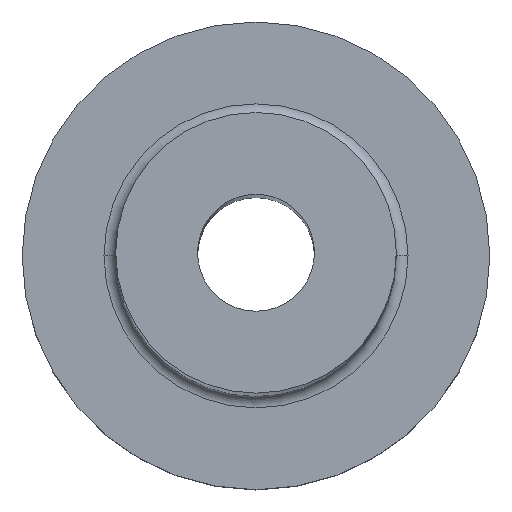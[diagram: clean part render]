
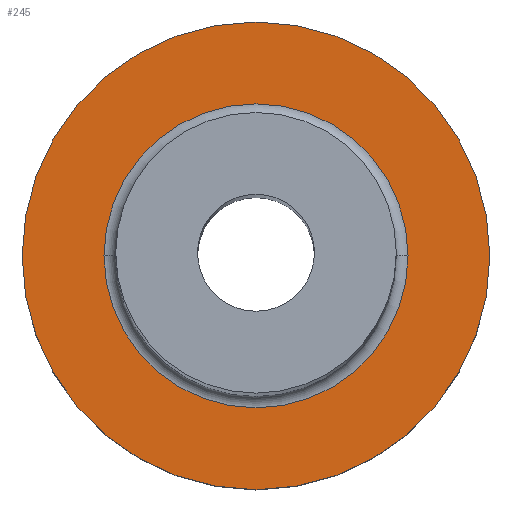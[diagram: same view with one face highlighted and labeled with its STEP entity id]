
A CAD part, top view. The second image highlights one B-rep face of the part: STEP entity #245.
In plain terms, the highlighted planar face has unit normal (0, 0, 1).
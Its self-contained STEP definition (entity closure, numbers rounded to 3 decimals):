
#5 = VERTEX_POINT ( 'NONE', #95 ) ;
#7 = VERTEX_POINT ( 'NONE', #162 ) ;
#14 = CIRCLE ( 'NONE', #374, 10. ) ;
#15 = CARTESIAN_POINT ( 'NONE',  ( 0., 0., 7. ) ) ;
#24 = FACE_OUTER_BOUND ( 'NONE', #217, .T. ) ;
#25 = CIRCLE ( 'NONE', #212, 10. ) ;
#47 = DIRECTION ( 'NONE',  ( 0., 0., 1. ) ) ;
#59 = ORIENTED_EDGE ( 'NONE', *, *, #309, .T. ) ;
#64 = ORIENTED_EDGE ( 'NONE', *, *, #78, .T. ) ;
#73 = DIRECTION ( 'NONE',  ( 1., 0., 0. ) ) ;
#78 = EDGE_CURVE ( 'NONE', #5, #266, #92, .T. ) ;
#92 = CIRCLE ( 'NONE', #256, 6.5 ) ;
#95 = CARTESIAN_POINT ( 'NONE',  ( -6.5, 0., 7. ) ) ;
#116 = FACE_BOUND ( 'NONE', #151, .T. ) ;
#124 = AXIS2_PLACEMENT_3D ( 'NONE', #349, #261, #316 ) ;
#134 = CARTESIAN_POINT ( 'NONE',  ( 0., 0., 7. ) ) ;
#143 = PLANE ( 'NONE',  #124 ) ;
#151 = EDGE_LOOP ( 'NONE', ( #178, #64 ) ) ;
#156 = EDGE_CURVE ( 'NONE', #7, #206, #25, .T. ) ;
#159 = CARTESIAN_POINT ( 'NONE',  ( 10., 0., 7. ) ) ;
#160 = CARTESIAN_POINT ( 'NONE',  ( 0., 0., 7. ) ) ;
#162 = CARTESIAN_POINT ( 'NONE',  ( -10., 0., 7. ) ) ;
#178 = ORIENTED_EDGE ( 'NONE', *, *, #369, .T. ) ;
#188 = DIRECTION ( 'NONE',  ( 1., 0., 0. ) ) ;
#205 = CARTESIAN_POINT ( 'NONE',  ( 6.5, 0., 7. ) ) ;
#206 = VERTEX_POINT ( 'NONE', #159 ) ;
#212 = AXIS2_PLACEMENT_3D ( 'NONE', #160, #47, #308 ) ;
#217 = EDGE_LOOP ( 'NONE', ( #264, #59 ) ) ;
#222 = DIRECTION ( 'NONE',  ( 0., 0., -1. ) ) ;
#223 = DIRECTION ( 'NONE',  ( 0., 0., -1. ) ) ;
#234 = CIRCLE ( 'NONE', #241, 6.5 ) ;
#241 = AXIS2_PLACEMENT_3D ( 'NONE', #134, #222, #340 ) ;
#245 = ADVANCED_FACE ( 'NONE', ( #116, #24 ), #143, .T. ) ;
#256 = AXIS2_PLACEMENT_3D ( 'NONE', #372, #223, #73 ) ;
#261 = DIRECTION ( 'NONE',  ( 0., 0., 1. ) ) ;
#264 = ORIENTED_EDGE ( 'NONE', *, *, #156, .T. ) ;
#266 = VERTEX_POINT ( 'NONE', #205 ) ;
#308 = DIRECTION ( 'NONE',  ( 1., 0., 0. ) ) ;
#309 = EDGE_CURVE ( 'NONE', #206, #7, #14, .T. ) ;
#316 = DIRECTION ( 'NONE',  ( 1., 0., 0. ) ) ;
#340 = DIRECTION ( 'NONE',  ( 1., 0., 0. ) ) ;
#349 = CARTESIAN_POINT ( 'NONE',  ( 0., 0., 7. ) ) ;
#365 = DIRECTION ( 'NONE',  ( 0., 0., 1. ) ) ;
#369 = EDGE_CURVE ( 'NONE', #266, #5, #234, .T. ) ;
#372 = CARTESIAN_POINT ( 'NONE',  ( 0., 0., 7. ) ) ;
#374 = AXIS2_PLACEMENT_3D ( 'NONE', #15, #365, #188 ) ;
